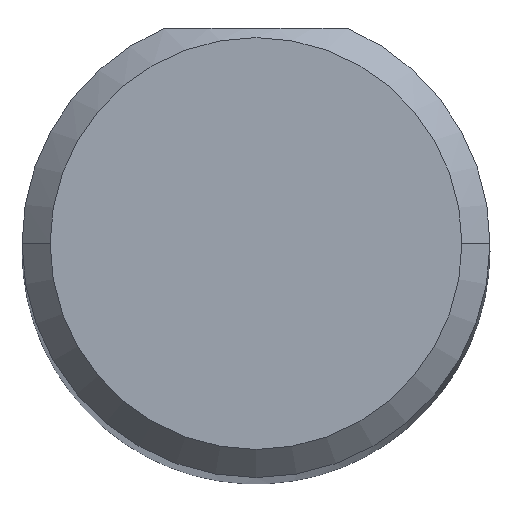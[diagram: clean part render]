
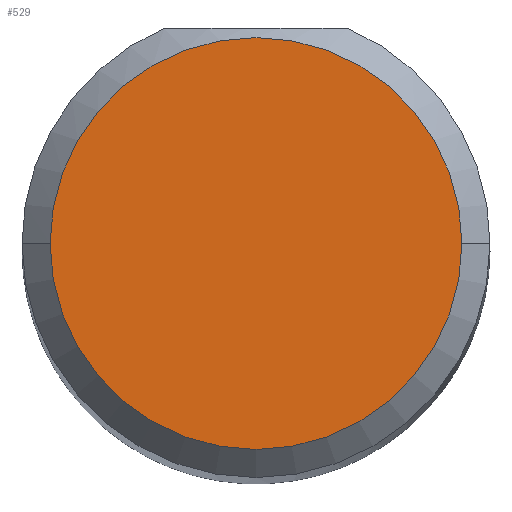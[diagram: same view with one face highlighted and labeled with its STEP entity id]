
A CAD part, top view. The second image highlights one B-rep face of the part: STEP entity #529.
In plain terms, the highlighted planar face has unit normal (0, 0, 1).
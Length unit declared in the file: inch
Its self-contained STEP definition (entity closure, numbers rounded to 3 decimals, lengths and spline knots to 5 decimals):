
#52 = CARTESIAN_POINT ( 'NONE',  ( 0., 0., 2.5 ) ) ;
#64 = CARTESIAN_POINT ( 'NONE',  ( 0.11, 0., 2.5 ) ) ;
#65 = VERTEX_POINT ( 'NONE', #64 ) ;
#69 = AXIS2_PLACEMENT_3D ( 'NONE', #408, #245, #115 ) ;
#76 = CIRCLE ( 'NONE', #314, 0.11 ) ;
#77 = FACE_OUTER_BOUND ( 'NONE', #274, .T. ) ;
#86 = EDGE_CURVE ( 'NONE', #65, #349, #76, .T. ) ;
#115 = DIRECTION ( 'NONE',  ( 1., 0., 0. ) ) ;
#117 = DIRECTION ( 'NONE',  ( 1., 0., 0. ) ) ;
#138 = DIRECTION ( 'NONE',  ( 1., 0., 0. ) ) ;
#231 = DIRECTION ( 'NONE',  ( 0., 0., 1. ) ) ;
#245 = DIRECTION ( 'NONE',  ( 0., 0., 1. ) ) ;
#251 = CIRCLE ( 'NONE', #69, 0.11 ) ;
#253 = EDGE_CURVE ( 'NONE', #349, #65, #251, .T. ) ;
#268 = PLANE ( 'NONE',  #362 ) ;
#274 = EDGE_LOOP ( 'NONE', ( #462, #479 ) ) ;
#275 = DIRECTION ( 'NONE',  ( 0., 0., 1. ) ) ;
#314 = AXIS2_PLACEMENT_3D ( 'NONE', #52, #231, #138 ) ;
#349 = VERTEX_POINT ( 'NONE', #458 ) ;
#362 = AXIS2_PLACEMENT_3D ( 'NONE', #443, #275, #117 ) ;
#408 = CARTESIAN_POINT ( 'NONE',  ( 0., 0., 2.5 ) ) ;
#443 = CARTESIAN_POINT ( 'NONE',  ( 0., 0., 2.5 ) ) ;
#458 = CARTESIAN_POINT ( 'NONE',  ( -0.11, 0., 2.5 ) ) ;
#462 = ORIENTED_EDGE ( 'NONE', *, *, #253, .T. ) ;
#479 = ORIENTED_EDGE ( 'NONE', *, *, #86, .T. ) ;
#529 = ADVANCED_FACE ( 'NONE', ( #77 ), #268, .T. ) ;
